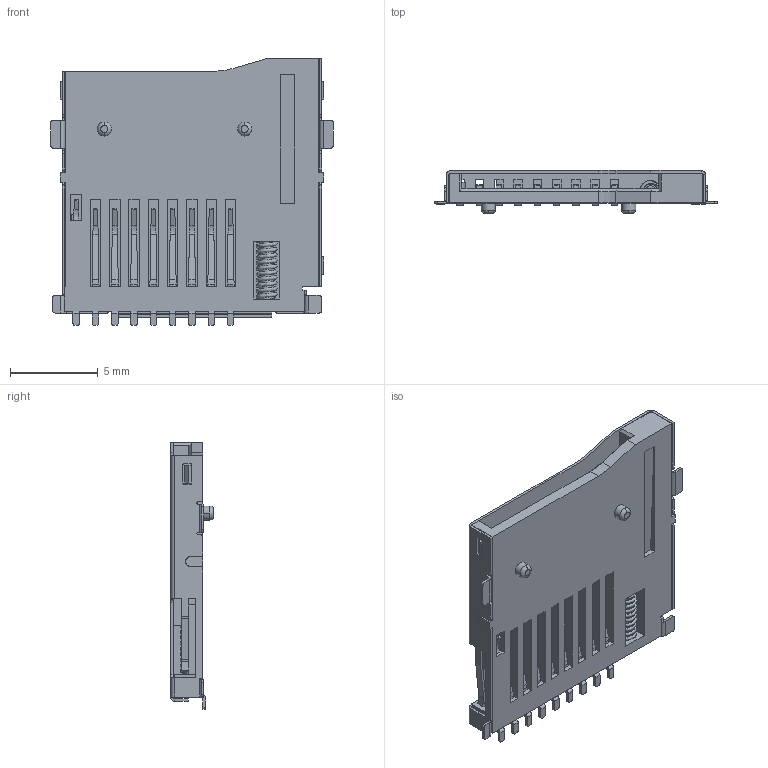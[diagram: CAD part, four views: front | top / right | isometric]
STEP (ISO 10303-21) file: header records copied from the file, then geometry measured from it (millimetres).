
FILE_DESCRIPTION (( 'STEP AP214' ), '1' );
FILE_NAME ('TF-01A.STEP', '2022-02-15T15:19:29', ( '' ), ( '' ), 'SwSTEP 2.0', 'SolidWorks 2017', '' );
FILE_SCHEMA (( 'AUTOMOTIVE_DESIGN' ));
Length unit declared in the file: millimetre
Products named in the file (2): TF-01A_TF-01A; TF-01A
Assembly tree (1 placements, depth 2):
  TF-01A
    TF-01A_TF-01A
Bounding box: 16.1 x 2.45 x 15.2 mm (x, y, z)
Volume: 211.6 mm3; surface area: 1146 mm2
Topology: 22 solids, 22 shells, 640 faces, 1749 edges, 1142 vertices
Faces by surface type: plane 453, cylinder 180, torus 4, bspline 2, cone 1
Entity records: 23123 total; most frequent: CARTESIAN_POINT 6545, ORIENTED_EDGE 3498, DIRECTION 3246, EDGE_CURVE 1749, LINE 1364, VECTOR 1364, VERTEX_POINT 1142, AXIS2_PLACEMENT_3D 941
